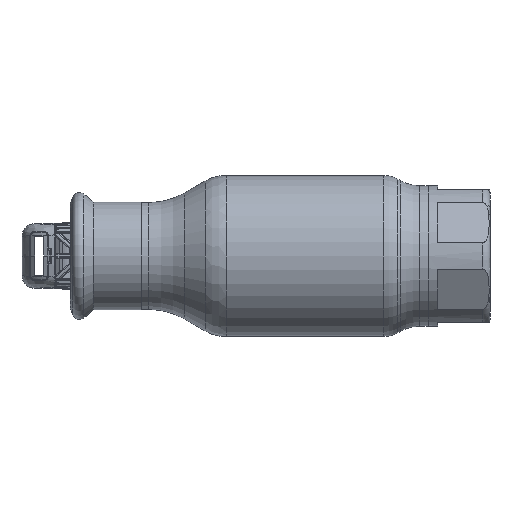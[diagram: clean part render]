
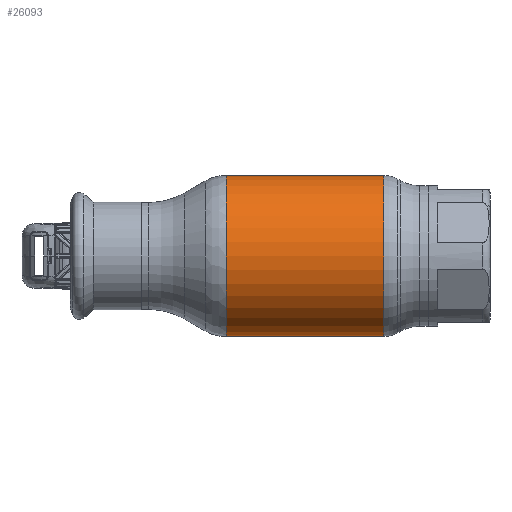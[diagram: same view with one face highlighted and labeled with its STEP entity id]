
A CAD part, front view. The second image highlights one B-rep face of the part: STEP entity #26093.
In plain terms, the highlighted cylindrical face has radius 34 mm (diameter 68 mm), a partial arc.
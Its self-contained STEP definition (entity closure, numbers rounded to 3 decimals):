
#191 = DIRECTION ( 'NONE',  ( 1., 0., 0. ) ) ;
#1036 = VERTEX_POINT ( 'NONE', #53974 ) ;
#7932 = CARTESIAN_POINT ( 'NONE',  ( -33.177, 0., 34. ) ) ;
#9661 = VECTOR ( 'NONE', #26201, 1000. ) ;
#11189 = ORIENTED_EDGE ( 'NONE', *, *, #52885, .F. ) ;
#11226 = LINE ( 'NONE', #17227, #9661 ) ;
#11468 = DIRECTION ( 'NONE',  ( 0., 0., -1. ) ) ;
#11785 = CARTESIAN_POINT ( 'NONE',  ( 33.177, 0., 0. ) ) ;
#14380 = VERTEX_POINT ( 'NONE', #20731 ) ;
#15366 = VERTEX_POINT ( 'NONE', #60695 ) ;
#17227 = CARTESIAN_POINT ( 'NONE',  ( 62.69, 0., 34. ) ) ;
#17903 = ORIENTED_EDGE ( 'NONE', *, *, #56736, .T. ) ;
#18303 = FACE_OUTER_BOUND ( 'NONE', #24657, .T. ) ;
#19563 = ORIENTED_EDGE ( 'NONE', *, *, #20598, .T. ) ;
#20201 = CIRCLE ( 'NONE', #62869, 34. ) ;
#20481 = CARTESIAN_POINT ( 'NONE',  ( 62.69, 0., 0. ) ) ;
#20598 = EDGE_CURVE ( 'NONE', #14380, #1036, #23239, .T. ) ;
#20731 = CARTESIAN_POINT ( 'NONE',  ( -33.177, 0., -34. ) ) ;
#23239 = LINE ( 'NONE', #34787, #34807 ) ;
#23906 = CARTESIAN_POINT ( 'NONE',  ( -33.177, 0., 0. ) ) ;
#24657 = EDGE_LOOP ( 'NONE', ( #26862, #17903, #19563, #11189 ) ) ;
#26093 = ADVANCED_FACE ( 'NONE', ( #18303 ), #32084, .T. ) ;
#26201 = DIRECTION ( 'NONE',  ( 1., 0., 0. ) ) ;
#26862 = ORIENTED_EDGE ( 'NONE', *, *, #39579, .F. ) ;
#32084 = CYLINDRICAL_SURFACE ( 'NONE', #36829, 34. ) ;
#33850 = VERTEX_POINT ( 'NONE', #7932 ) ;
#34787 = CARTESIAN_POINT ( 'NONE',  ( 62.69, 0., -34. ) ) ;
#34807 = VECTOR ( 'NONE', #191, 1000. ) ;
#36829 = AXIS2_PLACEMENT_3D ( 'NONE', #20481, #59708, #11468 ) ;
#38551 = DIRECTION ( 'NONE',  ( 1., 0., 0. ) ) ;
#39579 = EDGE_CURVE ( 'NONE', #33850, #15366, #11226, .T. ) ;
#50603 = CIRCLE ( 'NONE', #62202, 34. ) ;
#51198 = DIRECTION ( 'NONE',  ( 1., 0., 0. ) ) ;
#52885 = EDGE_CURVE ( 'NONE', #15366, #1036, #20201, .T. ) ;
#53974 = CARTESIAN_POINT ( 'NONE',  ( 33.177, 0., -34. ) ) ;
#55909 = DIRECTION ( 'NONE',  ( 0., 0., -1. ) ) ;
#56736 = EDGE_CURVE ( 'NONE', #33850, #14380, #50603, .T. ) ;
#57807 = DIRECTION ( 'NONE',  ( 0., 0., -1. ) ) ;
#59708 = DIRECTION ( 'NONE',  ( 1., 0., 0. ) ) ;
#60695 = CARTESIAN_POINT ( 'NONE',  ( 33.177, 0., 34. ) ) ;
#62202 = AXIS2_PLACEMENT_3D ( 'NONE', #23906, #38551, #57807 ) ;
#62869 = AXIS2_PLACEMENT_3D ( 'NONE', #11785, #51198, #55909 ) ;
